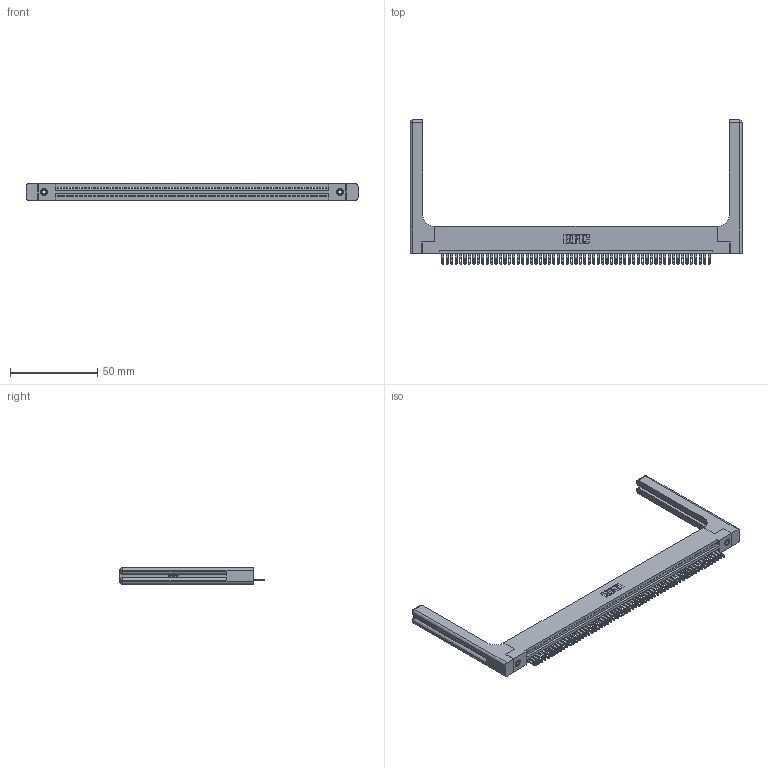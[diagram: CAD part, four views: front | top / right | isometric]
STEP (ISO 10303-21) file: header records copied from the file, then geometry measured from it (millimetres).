
FILE_DESCRIPTION (( 'STEP AP203' ), '1' );
FILE_NAME ('345-061-500-158.STEP', '2019-10-11T00:28:57', ( '' ), ( '' ), 'SwSTEP 2.0', 'SolidWorks 2016', '' );
FILE_SCHEMA (( 'CONFIG_CONTROL_DESIGN' ));
Length unit declared in the file: inch
Products named in the file (5): 345-220-058_345-220-058; 345-250-001_345-250-001-102; 345 Part_Flush Mounting Lugs - 0.156 Dia-TH; 345-292-001_345-293-100; 345-061-500-158
Assembly tree (66 placements, depth 2):
  345-061-500-158
    345 Part_Flush Mounting Lugs - 0.156 Dia-TH
    345-292-001_345-293-100  x61
    345-250-001_345-250-001-102  x2
    345-220-058_345-220-058  x2
Bounding box: 189.97 x 82.47 x 9.4 mm (x, y, z)
Volume: 26741.6 mm3; surface area: 29935.6 mm2
Topology: 66 solids, 66 shells, 3676 faces, 11255 edges, 7482 vertices
Faces by surface type: plane 2302, cylinder 1314, bspline 36, cone 12, sphere 8, torus 4
Entity records: 48464 total; most frequent: CARTESIAN_POINT 9364, ORIENTED_EDGE 8156, DIRECTION 7100, EDGE_CURVE 4078, VECTOR 3606, LINE 3606, VERTEX_POINT 2710, AXIS2_PLACEMENT_3D 1747
